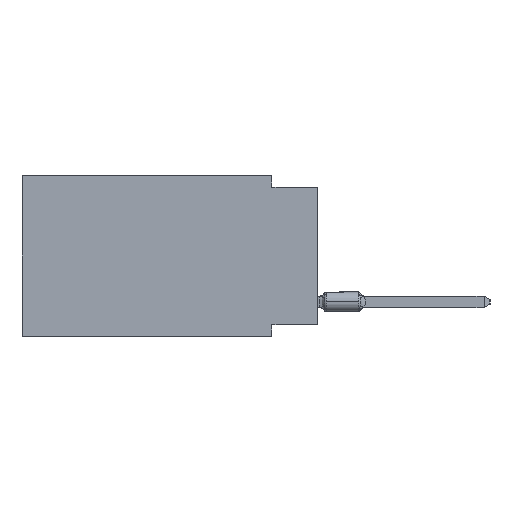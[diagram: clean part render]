
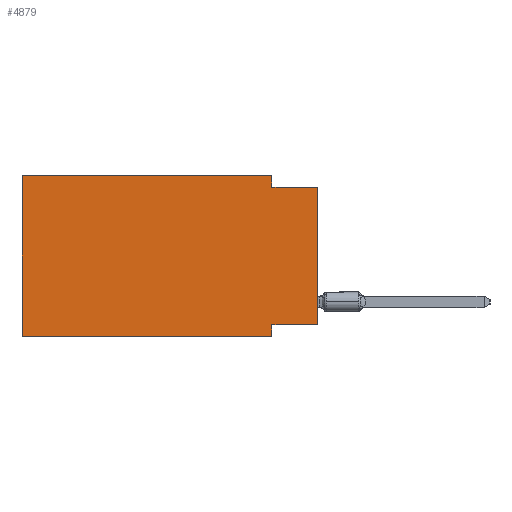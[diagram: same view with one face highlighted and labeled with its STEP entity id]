
A CAD part, left-side view. The second image highlights one B-rep face of the part: STEP entity #4879.
In plain terms, the highlighted planar face has unit normal (-1, 0, 0).
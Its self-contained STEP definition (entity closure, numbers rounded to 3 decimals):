
#213 = VECTOR ( 'NONE', #19667, 1000. ) ;
#762 = EDGE_CURVE ( 'NONE', #45567, #38742, #8506, .T. ) ;
#1434 = VECTOR ( 'NONE', #13309, 1000. ) ;
#3352 = EDGE_CURVE ( 'NONE', #8263, #14246, #26244, .T. ) ;
#4662 = CARTESIAN_POINT ( 'NONE',  ( 0., 16.383, -8.89 ) ) ;
#4879 = ADVANCED_FACE ( 'NONE', ( #39009 ), #7860, .F. ) ;
#5030 = LINE ( 'NONE', #33409, #11819 ) ;
#5055 = VERTEX_POINT ( 'NONE', #8096 ) ;
#5140 = CARTESIAN_POINT ( 'NONE',  ( 0., 0., -0.635 ) ) ;
#5549 = VECTOR ( 'NONE', #33688, 1000. ) ;
#6233 = CARTESIAN_POINT ( 'NONE',  ( 0., 2.54, 0. ) ) ;
#6241 = LINE ( 'NONE', #17394, #26724 ) ;
#6734 = ORIENTED_EDGE ( 'NONE', *, *, #12188, .F. ) ;
#7860 = PLANE ( 'NONE',  #44232 ) ;
#8054 = EDGE_CURVE ( 'NONE', #45567, #5055, #5030, .T. ) ;
#8096 = CARTESIAN_POINT ( 'NONE',  ( 0., 2.54, -8.255 ) ) ;
#8263 = VERTEX_POINT ( 'NONE', #32177 ) ;
#8506 = LINE ( 'NONE', #44305, #213 ) ;
#9801 = CARTESIAN_POINT ( 'NONE',  ( 0., 16.383, 0. ) ) ;
#10712 = DIRECTION ( 'NONE',  ( 0., -1., 0. ) ) ;
#11147 = LINE ( 'NONE', #4662, #12374 ) ;
#11819 = VECTOR ( 'NONE', #30580, 1000. ) ;
#12037 = ORIENTED_EDGE ( 'NONE', *, *, #34188, .F. ) ;
#12188 = EDGE_CURVE ( 'NONE', #5055, #39164, #30620, .T. ) ;
#12374 = VECTOR ( 'NONE', #43727, 1000. ) ;
#12938 = CARTESIAN_POINT ( 'NONE',  ( 0., 2.54, -8.89 ) ) ;
#13309 = DIRECTION ( 'NONE',  ( 0., -1., 0. ) ) ;
#13491 = EDGE_CURVE ( 'NONE', #8263, #39164, #11147, .T. ) ;
#14246 = VERTEX_POINT ( 'NONE', #14778 ) ;
#14346 = DIRECTION ( 'NONE',  ( 0., 0., -1. ) ) ;
#14778 = CARTESIAN_POINT ( 'NONE',  ( 0., 16.383, 0. ) ) ;
#17394 = CARTESIAN_POINT ( 'NONE',  ( 0., 2.54, 0. ) ) ;
#17397 = DIRECTION ( 'NONE',  ( 0., 0., -1. ) ) ;
#18100 = DIRECTION ( 'NONE',  ( 1., 0., 0. ) ) ;
#19054 = ORIENTED_EDGE ( 'NONE', *, *, #3352, .F. ) ;
#19667 = DIRECTION ( 'NONE',  ( 0., 0., 1. ) ) ;
#20036 = ORIENTED_EDGE ( 'NONE', *, *, #13491, .T. ) ;
#21445 = CARTESIAN_POINT ( 'NONE',  ( 0., 0., -0.635 ) ) ;
#22185 = VECTOR ( 'NONE', #37606, 1000. ) ;
#24930 = LINE ( 'NONE', #9801, #26542 ) ;
#25096 = ORIENTED_EDGE ( 'NONE', *, *, #762, .T. ) ;
#25488 = EDGE_CURVE ( 'NONE', #14246, #31896, #24930, .T. ) ;
#26244 = LINE ( 'NONE', #43689, #5549 ) ;
#26542 = VECTOR ( 'NONE', #10712, 1000. ) ;
#26724 = VECTOR ( 'NONE', #14346, 1000. ) ;
#28387 = CARTESIAN_POINT ( 'NONE',  ( 0., 2.54, -0.635 ) ) ;
#30580 = DIRECTION ( 'NONE',  ( 0., 1., 0. ) ) ;
#30620 = LINE ( 'NONE', #41070, #22185 ) ;
#31676 = LINE ( 'NONE', #21445, #1434 ) ;
#31818 = CARTESIAN_POINT ( 'NONE',  ( 0., 16.383, 0. ) ) ;
#31896 = VERTEX_POINT ( 'NONE', #6233 ) ;
#32177 = CARTESIAN_POINT ( 'NONE',  ( 0., 16.383, -8.89 ) ) ;
#32951 = ORIENTED_EDGE ( 'NONE', *, *, #8054, .F. ) ;
#33409 = CARTESIAN_POINT ( 'NONE',  ( 0., 0., -8.255 ) ) ;
#33688 = DIRECTION ( 'NONE',  ( 0., 0., 1. ) ) ;
#33779 = EDGE_CURVE ( 'NONE', #35039, #38742, #31676, .T. ) ;
#34188 = EDGE_CURVE ( 'NONE', #31896, #35039, #6241, .T. ) ;
#35039 = VERTEX_POINT ( 'NONE', #28387 ) ;
#37606 = DIRECTION ( 'NONE',  ( 0., 0., -1. ) ) ;
#38742 = VERTEX_POINT ( 'NONE', #5140 ) ;
#39009 = FACE_OUTER_BOUND ( 'NONE', #41796, .T. ) ;
#39164 = VERTEX_POINT ( 'NONE', #12938 ) ;
#40003 = CARTESIAN_POINT ( 'NONE',  ( 0., 0., -8.255 ) ) ;
#41070 = CARTESIAN_POINT ( 'NONE',  ( 0., 2.54, -8.89 ) ) ;
#41796 = EDGE_LOOP ( 'NONE', ( #25096, #43198, #12037, #44978, #19054, #20036, #6734, #32951 ) ) ;
#43198 = ORIENTED_EDGE ( 'NONE', *, *, #33779, .F. ) ;
#43689 = CARTESIAN_POINT ( 'NONE',  ( 0., 16.383, 0. ) ) ;
#43727 = DIRECTION ( 'NONE',  ( 0., -1., 0. ) ) ;
#44232 = AXIS2_PLACEMENT_3D ( 'NONE', #31818, #18100, #17397 ) ;
#44305 = CARTESIAN_POINT ( 'NONE',  ( 0., 0., 0. ) ) ;
#44978 = ORIENTED_EDGE ( 'NONE', *, *, #25488, .F. ) ;
#45567 = VERTEX_POINT ( 'NONE', #40003 ) ;
